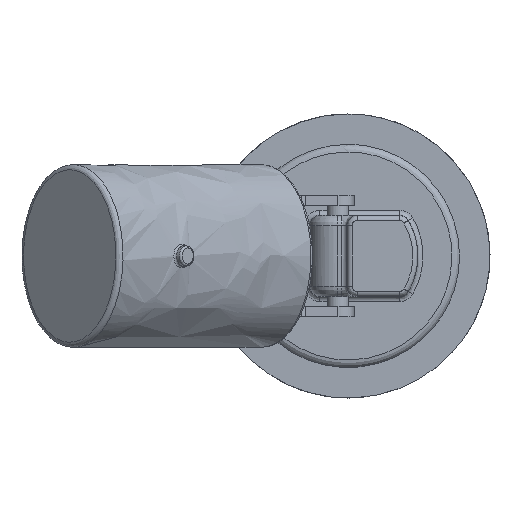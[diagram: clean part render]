
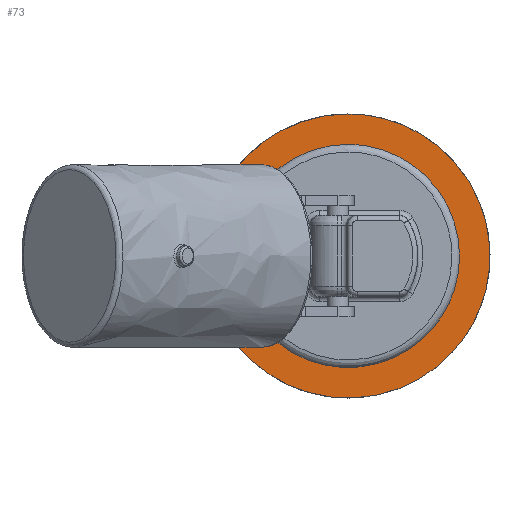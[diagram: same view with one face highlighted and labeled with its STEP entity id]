
A CAD part, left-side view. The second image highlights one B-rep face of the part: STEP entity #73.
In plain terms, the highlighted free-form (B-spline) face has degree [1, 1] with [2, 2] control points.
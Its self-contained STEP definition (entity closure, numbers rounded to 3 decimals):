
#21 = EDGE_CURVE('',#22,#22,#24,.T.);
#22 = VERTEX_POINT('',#23);
#23 = CARTESIAN_POINT('',(11.956,0.,16.738));
#24 = ( BOUNDED_CURVE() B_SPLINE_CURVE(2,(#25,#26,#27,#28,#29,#30,#31),
.UNSPECIFIED.,.T.,.F.) B_SPLINE_CURVE_WITH_KNOTS((1,2,2,2,2,1),(
    -2.094,0.,2.094,4.189,6.283,
8.378),.UNSPECIFIED.) CURVE() GEOMETRIC_REPRESENTATION_ITEM() 
RATIONAL_B_SPLINE_CURVE((1.,0.5,1.,0.5,1.,0.5,1.)) REPRESENTATION_ITEM(
  '') );
#25 = CARTESIAN_POINT('',(11.956,0.,16.738));
#26 = CARTESIAN_POINT('',(11.956,28.991,
    16.738));
#27 = CARTESIAN_POINT('',(11.956,14.495,
    -8.369));
#28 = CARTESIAN_POINT('',(11.956,0.,
    -33.475));
#29 = CARTESIAN_POINT('',(11.956,-14.495,
    -8.369));
#30 = CARTESIAN_POINT('',(11.956,-28.991,
    16.738));
#31 = CARTESIAN_POINT('',(11.956,0.,16.738));
#73 = ADVANCED_FACE('',(#74,#77),#91,.T.);
#74 = FACE_BOUND('',#75,.T.);
#75 = EDGE_LOOP('',(#76));
#76 = ORIENTED_EDGE('',*,*,#21,.T.);
#77 = FACE_BOUND('',#78,.T.);
#78 = EDGE_LOOP('',(#79));
#79 = ORIENTED_EDGE('',*,*,#80,.F.);
#80 = EDGE_CURVE('',#81,#81,#83,.T.);
#81 = VERTEX_POINT('',#82);
#82 = CARTESIAN_POINT('',(11.956,9.266,0.));
#83 = ( BOUNDED_CURVE() B_SPLINE_CURVE(2,(#84,#85,#86,#87,#88,#89,#90),
.UNSPECIFIED.,.T.,.F.) B_SPLINE_CURVE_WITH_KNOTS((1,2,2,2,2,1),(
    -2.094,0.,2.094,4.189,6.283,
8.378),.UNSPECIFIED.) CURVE() GEOMETRIC_REPRESENTATION_ITEM() 
RATIONAL_B_SPLINE_CURVE((1.,0.5,1.,0.5,1.,0.5,1.)) REPRESENTATION_ITEM(
  '') );
#84 = CARTESIAN_POINT('',(11.956,9.266,0.));
#85 = CARTESIAN_POINT('',(11.956,9.266,-16.048
    ));
#86 = CARTESIAN_POINT('',(11.956,-4.633,
    -8.024));
#87 = CARTESIAN_POINT('',(11.956,-18.531,
    0.));
#88 = CARTESIAN_POINT('',(11.956,-4.633,8.024
    ));
#89 = CARTESIAN_POINT('',(11.956,9.266,16.048
    ));
#90 = CARTESIAN_POINT('',(11.956,9.266,0.));
#91 = B_SPLINE_SURFACE_WITH_KNOTS('',1,1,(
    (#92,#93)
    ,(#94,#95
    )),.UNSPECIFIED.,.F.,.F.,.F.,(2,2),(2,2),(-25.25,2.75),(-14.,14.),
  .PIECEWISE_BEZIER_KNOTS.);
#92 = CARTESIAN_POINT('',(11.956,-16.738,
    -16.738));
#93 = CARTESIAN_POINT('',(11.956,16.738,
    -16.738));
#94 = CARTESIAN_POINT('',(11.956,-16.738,
    16.738));
#95 = CARTESIAN_POINT('',(11.956,16.738,
    16.738));
